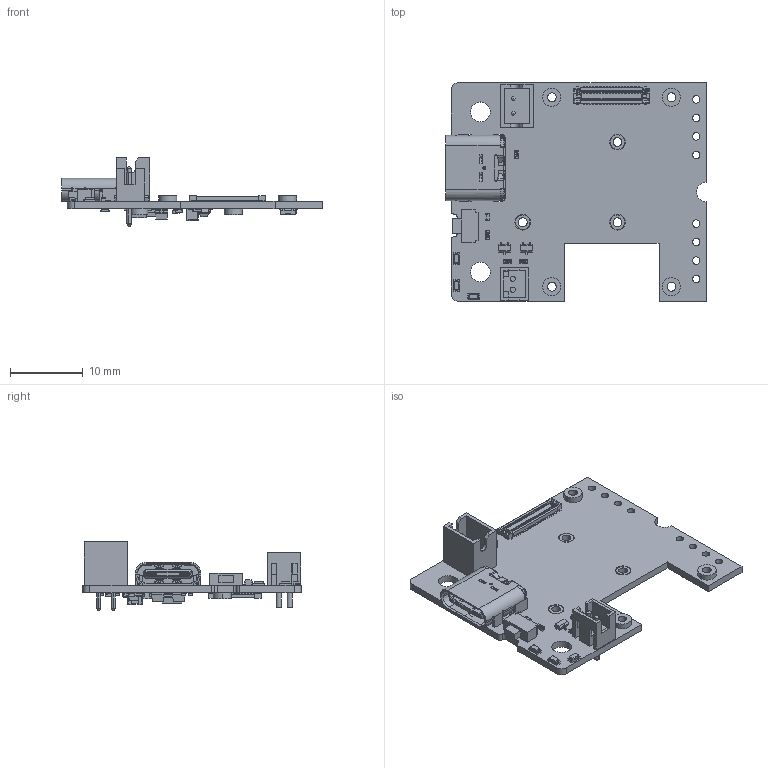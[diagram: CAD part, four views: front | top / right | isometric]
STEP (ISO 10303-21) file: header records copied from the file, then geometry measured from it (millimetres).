
FILE_DESCRIPTION(('Open CASCADE Model'),'2;1');
FILE_NAME('Open CASCADE Shape Model','2021-06-08T19:48:42',('Author'),( 'Open CASCADE'),'Open CASCADE STEP processor 6.8','Open CASCADE 6.8' ,'Unknown');
FILE_SCHEMA(('AUTOMOTIVE_DESIGN { 1 0 10303 214 1 1 1 1 }'));
Length unit declared in the file: millimetre
Products named in the file (85): PCB; Board; Open CASCADE STEP translator 6.8 1.1.1; Open CASCADE STEP translator 6.8 1.1.1.1; J1; USB-C-04-24PIN; Open CASCADE STEP translator 6.8 1.2.1.1; Open CASCADE STEP translator 6.8 1.2.1.2; Open CASCADE STEP translator 6.8 1.2.1.3; Open CASCADE STEP translator 6.8 1.2.1.4; Open CASCADE STEP translator 6.8 1.2.1.5; Open CASCADE STEP translator 6.8 1.2.1.6; Open CASCADE STEP translator 6.8 1.2.1.7; Open CASCADE STEP translator 6.8 1.2.1.8; Open CASCADE STEP translator 6.8 1.2.1.9; Open CASCADE STEP translator 6.8 1.2.1.10; Open CASCADE STEP translator 6.8 1.2.1.11; Open CASCADE STEP translator 6.8 1.2.1.12; Open CASCADE STEP translator 6.8 1.2.1.13; Open CASCADE STEP translator 6.8 1.2.1.14; Open CASCADE STEP translator 6.8 1.2.1.15; Open CASCADE STEP translator 6.8 1.2.1.16; U3; SOT-23-6; R11; RES_1005-0402; R10; C11; C0402; C10; R3; M10; smtso-m1_2-0_8-et; U2; WCSP6; U1; SOT-23-5; R9; R8; R7 ...
Assembly tree (115 placements, depth 4):
  PCB
    Board
      Open CASCADE STEP translator 6.8 1.1.1
        Open CASCADE STEP translator 6.8 1.1.1.1
    J1
      USB-C-04-24PIN
        Open CASCADE STEP translator 6.8 1.2.1.1
        Open CASCADE STEP translator 6.8 1.2.1.2
        Open CASCADE STEP translator 6.8 1.2.1.3
        Open CASCADE STEP translator 6.8 1.2.1.4
        Open CASCADE STEP translator 6.8 1.2.1.5
        Open CASCADE STEP translator 6.8 1.2.1.6
        Open CASCADE STEP translator 6.8 1.2.1.7
        Open CASCADE STEP translator 6.8 1.2.1.8
        Open CASCADE STEP translator 6.8 1.2.1.9
        Open CASCADE STEP translator 6.8 1.2.1.10
        Open CASCADE STEP translator 6.8 1.2.1.11
        Open CASCADE STEP translator 6.8 1.2.1.12
        Open CASCADE STEP translator 6.8 1.2.1.13
        Open CASCADE STEP translator 6.8 1.2.1.14
        Open CASCADE STEP translator 6.8 1.2.1.15
        Open CASCADE STEP translator 6.8 1.2.1.16
    U3
      SOT-23-6
    R11
      RES_1005-0402
    R10
      RES_1005-0402
    C11
      C0402
    C10
      C0402
    R3
      RES_1005-0402
    M10
      smtso-m1_2-0_8-et
    U2
      WCSP6
    U1
      SOT-23-5
    R9
      RES_1005-0402
    R8
      RES_1005-0402
    R7
      RES_1005-0402
    R6
      RES_1005-0402
    R5
      RES_1005-0402
    R4
      RES_1005-0402
    R2
      RES_1005-0402
    R1
      RES_1005-0402
    Q2
      SOT-416
    Q1
      SOT-416
Bounding box: 35.78 x 30 x 9.4 mm (x, y, z)
Volume: 1245.2 mm3; surface area: 3883 mm2
Topology: 97 solids, 102 shells, 8397 faces, 22165 edges, 13976 vertices
Faces by surface type: plane 5441, cylinder 2038, bspline 579, sphere 258, cone 40, torus 28, revolution 12, extrusion 1
Full cylindrical faces by diameter (mm): 0.5 x2, 0.7 x4, 0.787 x2, 1.016 x8, 2.134 x7, 2.692 x2
Entity records: 185592 total; most frequent: CARTESIAN_POINT 41094, ORIENTED_EDGE 29722, DIRECTION 28108, EDGE_CURVE 14863, VECTOR 10890, LINE 10889, VERTEX_POINT 9516, AXIS2_PLACEMENT_3D 8605
